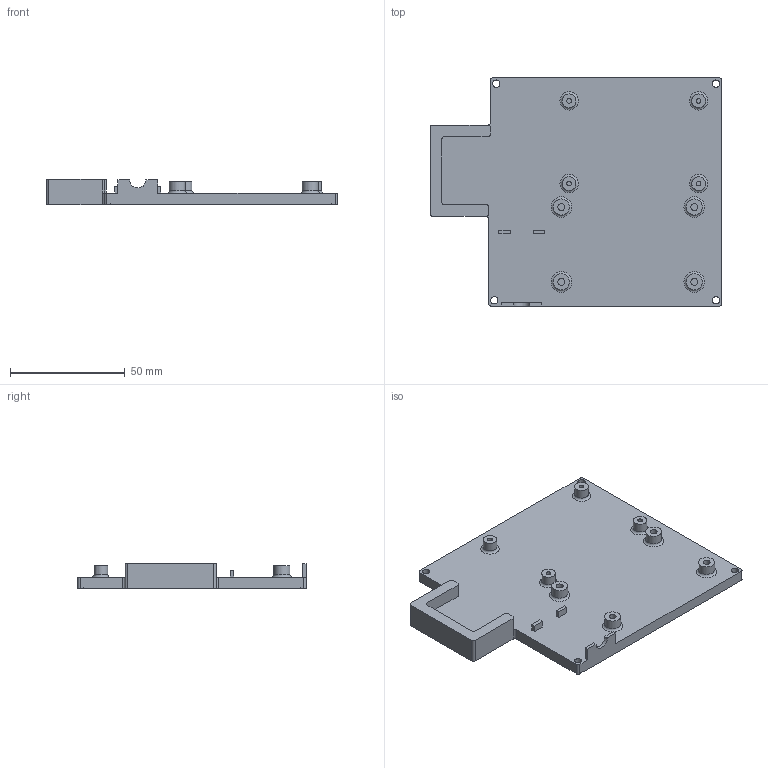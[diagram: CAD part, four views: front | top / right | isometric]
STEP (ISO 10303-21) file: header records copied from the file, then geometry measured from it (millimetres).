
FILE_DESCRIPTION(/* description */ (''),/* implementation_level */ '2;1');
FILE_NAME(/* name */ 'solenoid_housing_base.step',/* time_stamp */ '2024-08-29T11:52:36-04:00',/* author */ (''),/* organization */ (''),/* preprocessor_version */ 'ST-DEVELOPER v20',/* originating_system */ 'Autodesk Translation Framework v13.14.0.145',/* authorisation */ '');
FILE_SCHEMA (('AUTOMOTIVE_DESIGN { 1 0 10303 214 3 1 1 }'));
Length unit declared in the file: millimetre
Products named in the file (1): box_base
Bounding box: 126.77 x 99.3 x 11 mm (x, y, z)
Volume: 58875.5 mm3; surface area: 26816.9 mm2
Topology: 1 solids, 1 shells, 98 faces, 240 edges, 158 vertices
Faces by surface type: plane 51, cylinder 35, torus 8, cone 4
Full cylindrical faces by diameter (mm): 2 x4, 3 x4, 3.2 x4, 6 x4, 7 x4
Entity records: 2959 total; most frequent: DIRECTION 532, CARTESIAN_POINT 517, ORIENTED_EDGE 480, EDGE_CURVE 240, AXIS2_PLACEMENT_3D 203, VERTEX_POINT 158, LINE 126, VECTOR 126
